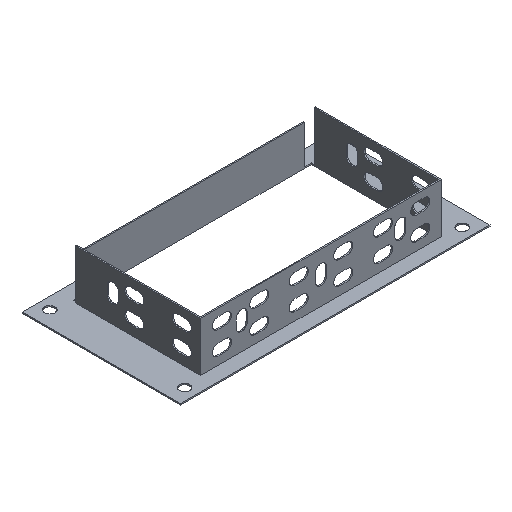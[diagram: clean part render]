
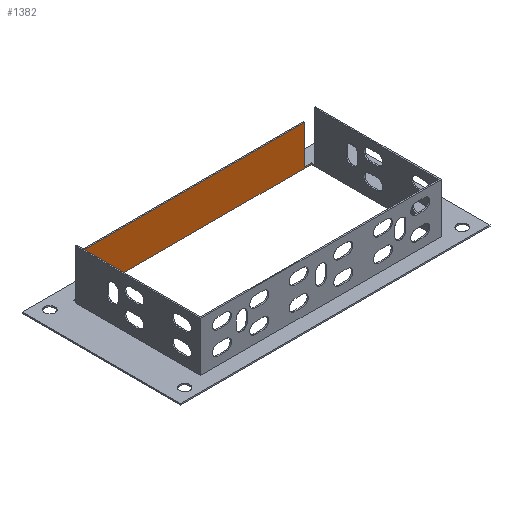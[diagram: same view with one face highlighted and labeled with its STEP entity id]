
A CAD part, isometric view. The second image highlights one B-rep face of the part: STEP entity #1382.
In plain terms, the highlighted planar face has unit normal (0, -1, 0).
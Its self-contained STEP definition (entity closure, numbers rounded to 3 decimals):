
#257 = CARTESIAN_POINT ( 'NONE',  ( -74.99, 40.2, 0.8 ) ) ;
#291 = CARTESIAN_POINT ( 'NONE',  ( 71., 40.2, 0.8 ) ) ;
#375 = ORIENTED_EDGE ( 'NONE', *, *, #4238, .F. ) ;
#405 = VERTEX_POINT ( 'NONE', #6064 ) ;
#554 = EDGE_LOOP ( 'NONE', ( #6791, #5898, #2359, #7353, #3283, #6995, #375, #2406 ) ) ;
#839 = DIRECTION ( 'NONE',  ( 1., 0., 0. ) ) ;
#973 = VERTEX_POINT ( 'NONE', #257 ) ;
#1350 = CARTESIAN_POINT ( 'NONE',  ( 75., 40.2, 0. ) ) ;
#1382 = ADVANCED_FACE ( 'NONE', ( #3150 ), #5175, .F. ) ;
#1652 = EDGE_CURVE ( 'NONE', #6457, #6372, #5210, .T. ) ;
#2009 = CARTESIAN_POINT ( 'NONE',  ( 71., 40.2, 0.8 ) ) ;
#2097 = AXIS2_PLACEMENT_3D ( 'NONE', #4874, #4654, #4571 ) ;
#2118 = VERTEX_POINT ( 'NONE', #5813 ) ;
#2359 = ORIENTED_EDGE ( 'NONE', *, *, #7075, .T. ) ;
#2406 = ORIENTED_EDGE ( 'NONE', *, *, #2777, .F. ) ;
#2777 = EDGE_CURVE ( 'NONE', #405, #3605, #4301, .T. ) ;
#2824 = CARTESIAN_POINT ( 'NONE',  ( 75., 40.2, 0.8 ) ) ;
#3150 = FACE_OUTER_BOUND ( 'NONE', #554, .T. ) ;
#3224 = VECTOR ( 'NONE', #4327, 1000. ) ;
#3283 = ORIENTED_EDGE ( 'NONE', *, *, #1652, .F. ) ;
#3461 = LINE ( 'NONE', #2824, #6379 ) ;
#3569 = LINE ( 'NONE', #5231, #6489 ) ;
#3605 = VERTEX_POINT ( 'NONE', #6886 ) ;
#3671 = CARTESIAN_POINT ( 'NONE',  ( 75., 40.2, 0.8 ) ) ;
#3774 = LINE ( 'NONE', #291, #6693 ) ;
#3960 = CARTESIAN_POINT ( 'NONE',  ( 75., 40.2, 0. ) ) ;
#4098 = LINE ( 'NONE', #5225, #5476 ) ;
#4186 = VECTOR ( 'NONE', #4373, 1000. ) ;
#4238 = EDGE_CURVE ( 'NONE', #3605, #7163, #3774, .T. ) ;
#4301 = LINE ( 'NONE', #4457, #7236 ) ;
#4327 = DIRECTION ( 'NONE',  ( 0., 0., -1. ) ) ;
#4373 = DIRECTION ( 'NONE',  ( 1., 0., 0. ) ) ;
#4457 = CARTESIAN_POINT ( 'NONE',  ( 71., 40.2, 25. ) ) ;
#4571 = DIRECTION ( 'NONE',  ( 0., 0., 1. ) ) ;
#4654 = DIRECTION ( 'NONE',  ( 0., 1., 0. ) ) ;
#4874 = CARTESIAN_POINT ( 'NONE',  ( 71., 40.2, 0.8 ) ) ;
#5128 = DIRECTION ( 'NONE',  ( 0., 0., -1. ) ) ;
#5175 = PLANE ( 'NONE',  #2097 ) ;
#5210 = LINE ( 'NONE', #5551, #5600 ) ;
#5225 = CARTESIAN_POINT ( 'NONE',  ( -71., 40.2, 0.8 ) ) ;
#5231 = CARTESIAN_POINT ( 'NONE',  ( 75., 40.2, 0.8 ) ) ;
#5248 = EDGE_CURVE ( 'NONE', #7128, #405, #4098, .T. ) ;
#5476 = VECTOR ( 'NONE', #7001, 1000. ) ;
#5507 = CARTESIAN_POINT ( 'NONE',  ( -71., 40.2, 0.8 ) ) ;
#5551 = CARTESIAN_POINT ( 'NONE',  ( 75., 40.2, 184.563 ) ) ;
#5600 = VECTOR ( 'NONE', #6303, 1000. ) ;
#5785 = EDGE_CURVE ( 'NONE', #2118, #6372, #7446, .T. ) ;
#5813 = CARTESIAN_POINT ( 'NONE',  ( -74.99, 40.2, 0. ) ) ;
#5898 = ORIENTED_EDGE ( 'NONE', *, *, #6083, .F. ) ;
#6064 = CARTESIAN_POINT ( 'NONE',  ( -71., 40.2, 25. ) ) ;
#6083 = EDGE_CURVE ( 'NONE', #973, #7128, #3461, .T. ) ;
#6294 = LINE ( 'NONE', #7246, #3224 ) ;
#6303 = DIRECTION ( 'NONE',  ( 0., 0., -1. ) ) ;
#6372 = VERTEX_POINT ( 'NONE', #3960 ) ;
#6379 = VECTOR ( 'NONE', #7461, 1000. ) ;
#6429 = DIRECTION ( 'NONE',  ( 1., 0., 0. ) ) ;
#6457 = VERTEX_POINT ( 'NONE', #3671 ) ;
#6489 = VECTOR ( 'NONE', #6429, 1000. ) ;
#6693 = VECTOR ( 'NONE', #5128, 1000. ) ;
#6791 = ORIENTED_EDGE ( 'NONE', *, *, #5248, .F. ) ;
#6886 = CARTESIAN_POINT ( 'NONE',  ( 71., 40.2, 25. ) ) ;
#6962 = EDGE_CURVE ( 'NONE', #7163, #6457, #3569, .T. ) ;
#6995 = ORIENTED_EDGE ( 'NONE', *, *, #6962, .F. ) ;
#7001 = DIRECTION ( 'NONE',  ( 0., 0., 1. ) ) ;
#7075 = EDGE_CURVE ( 'NONE', #973, #2118, #6294, .T. ) ;
#7128 = VERTEX_POINT ( 'NONE', #5507 ) ;
#7163 = VERTEX_POINT ( 'NONE', #2009 ) ;
#7236 = VECTOR ( 'NONE', #839, 1000. ) ;
#7246 = CARTESIAN_POINT ( 'NONE',  ( -74.99, 40.2, 184.563 ) ) ;
#7353 = ORIENTED_EDGE ( 'NONE', *, *, #5785, .T. ) ;
#7446 = LINE ( 'NONE', #1350, #4186 ) ;
#7461 = DIRECTION ( 'NONE',  ( 1., 0., 0. ) ) ;
